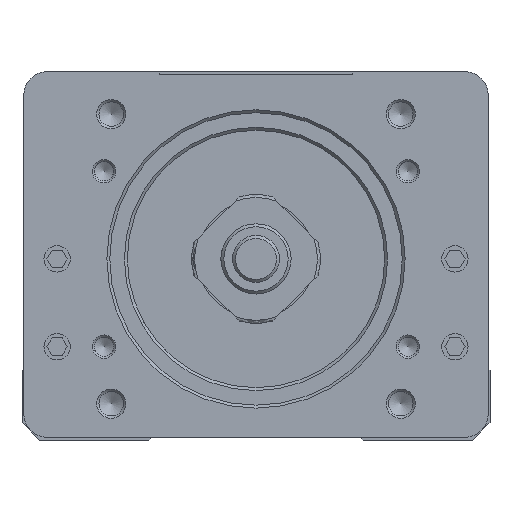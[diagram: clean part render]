
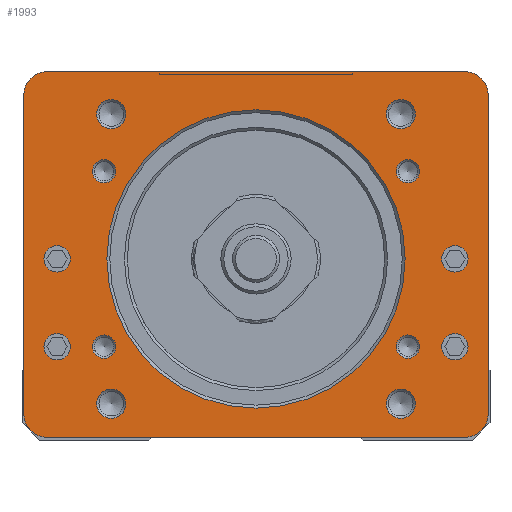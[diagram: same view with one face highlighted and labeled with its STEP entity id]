
A CAD part, front view. The second image highlights one B-rep face of the part: STEP entity #1993.
In plain terms, the highlighted planar face has unit normal (0, -1, 0).
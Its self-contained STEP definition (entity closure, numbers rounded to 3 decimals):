
#1064=FACE_BOUND('',#4777,.T.);
#1065=FACE_BOUND('',#4778,.T.);
#1066=FACE_BOUND('',#4779,.T.);
#1067=FACE_BOUND('',#4780,.T.);
#1068=FACE_BOUND('',#4781,.T.);
#1069=FACE_BOUND('',#4782,.T.);
#1070=FACE_BOUND('',#4783,.T.);
#1071=FACE_BOUND('',#4784,.T.);
#1072=FACE_BOUND('',#4785,.T.);
#1073=FACE_BOUND('',#4786,.T.);
#1074=FACE_BOUND('',#4787,.T.);
#1075=FACE_BOUND('',#4788,.T.);
#1076=FACE_BOUND('',#4789,.T.);
#1077=FACE_BOUND('',#4790,.T.);
#1993=ADVANCED_FACE('',(#1064,#1065,#1066,#1067,#1068,#1069,#1070,#1071,
#1072,#1073,#1074,#1075,#1076,#1077),#2926,.T.);
#2926=PLANE('',#19998);
#4777=EDGE_LOOP('',(#8260));
#4778=EDGE_LOOP('',(#8261));
#4779=EDGE_LOOP('',(#8262));
#4780=EDGE_LOOP('',(#8263));
#4781=EDGE_LOOP('',(#8264));
#4782=EDGE_LOOP('',(#8265));
#4783=EDGE_LOOP('',(#8266));
#4784=EDGE_LOOP('',(#8267));
#4785=EDGE_LOOP('',(#8268));
#4786=EDGE_LOOP('',(#8269));
#4787=EDGE_LOOP('',(#8270));
#4788=EDGE_LOOP('',(#8271));
#4789=EDGE_LOOP('',(#8272));
#4790=EDGE_LOOP('',(#8273,#8274,#8275,#8276,#8277,#8278,#8279,#8280));
#5831=CIRCLE('',#19835,4.);
#5832=CIRCLE('',#19837,4.);
#5833=CIRCLE('',#19839,2.);
#5834=CIRCLE('',#19841,2.);
#5835=CIRCLE('',#19843,2.);
#5836=CIRCLE('',#19845,2.);
#5837=CIRCLE('',#19847,2.5);
#5838=CIRCLE('',#19849,2.5);
#5839=CIRCLE('',#19851,2.5);
#5840=CIRCLE('',#19853,2.5);
#5841=CIRCLE('',#19855,25.5);
#5846=CIRCLE('',#19864,2.25);
#5848=CIRCLE('',#19867,2.25);
#5850=CIRCLE('',#19870,2.25);
#5852=CIRCLE('',#19873,2.25);
#5908=CIRCLE('',#19994,4.);
#5910=CIRCLE('',#19997,4.);
#8260=ORIENTED_EDGE('',*,*,#14109,.T.);
#8261=ORIENTED_EDGE('',*,*,#14108,.T.);
#8262=ORIENTED_EDGE('',*,*,#14107,.T.);
#8263=ORIENTED_EDGE('',*,*,#14106,.T.);
#8264=ORIENTED_EDGE('',*,*,#14105,.T.);
#8265=ORIENTED_EDGE('',*,*,#14104,.T.);
#8266=ORIENTED_EDGE('',*,*,#14103,.T.);
#8267=ORIENTED_EDGE('',*,*,#14102,.T.);
#8268=ORIENTED_EDGE('',*,*,#14101,.T.);
#8269=ORIENTED_EDGE('',*,*,#14121,.T.);
#8270=ORIENTED_EDGE('',*,*,#14119,.T.);
#8271=ORIENTED_EDGE('',*,*,#14117,.T.);
#8272=ORIENTED_EDGE('',*,*,#14115,.T.);
#8273=ORIENTED_EDGE('',*,*,#14260,.T.);
#8274=ORIENTED_EDGE('',*,*,#14263,.T.);
#8275=ORIENTED_EDGE('',*,*,#14264,.T.);
#8276=ORIENTED_EDGE('',*,*,#14220,.T.);
#8277=ORIENTED_EDGE('',*,*,#14099,.T.);
#8278=ORIENTED_EDGE('',*,*,#14163,.T.);
#8279=ORIENTED_EDGE('',*,*,#14096,.T.);
#8280=ORIENTED_EDGE('',*,*,#14213,.T.);
#12050=VERTEX_POINT('',#29252);
#12051=VERTEX_POINT('',#29254);
#12052=VERTEX_POINT('',#29258);
#12053=VERTEX_POINT('',#29260);
#12054=VERTEX_POINT('',#29264);
#12055=VERTEX_POINT('',#29267);
#12056=VERTEX_POINT('',#29270);
#12057=VERTEX_POINT('',#29273);
#12058=VERTEX_POINT('',#29276);
#12059=VERTEX_POINT('',#29279);
#12060=VERTEX_POINT('',#29282);
#12061=VERTEX_POINT('',#29285);
#12062=VERTEX_POINT('',#29288);
#12067=VERTEX_POINT('',#29303);
#12069=VERTEX_POINT('',#29308);
#12071=VERTEX_POINT('',#29313);
#12073=VERTEX_POINT('',#29318);
#12134=VERTEX_POINT('',#29613);
#12139=VERTEX_POINT('',#29627);
#12175=VERTEX_POINT('',#29721);
#12177=VERTEX_POINT('',#29727);
#14096=EDGE_CURVE('',#12051,#12050,#5831,.T.);
#14099=EDGE_CURVE('',#12053,#12052,#5832,.T.);
#14101=EDGE_CURVE('',#12054,#12054,#5833,.T.);
#14102=EDGE_CURVE('',#12055,#12055,#5834,.T.);
#14103=EDGE_CURVE('',#12056,#12056,#5835,.T.);
#14104=EDGE_CURVE('',#12057,#12057,#5836,.T.);
#14105=EDGE_CURVE('',#12058,#12058,#5837,.T.);
#14106=EDGE_CURVE('',#12059,#12059,#5838,.T.);
#14107=EDGE_CURVE('',#12060,#12060,#5839,.T.);
#14108=EDGE_CURVE('',#12061,#12061,#5840,.T.);
#14109=EDGE_CURVE('',#12062,#12062,#5841,.T.);
#14115=EDGE_CURVE('',#12067,#12067,#5846,.T.);
#14117=EDGE_CURVE('',#12069,#12069,#5848,.T.);
#14119=EDGE_CURVE('',#12071,#12071,#5850,.T.);
#14121=EDGE_CURVE('',#12073,#12073,#5852,.T.);
#14163=EDGE_CURVE('',#12052,#12051,#16413,.T.);
#14213=EDGE_CURVE('',#12050,#12134,#16438,.T.);
#14220=EDGE_CURVE('',#12139,#12053,#16445,.T.);
#14260=EDGE_CURVE('',#12134,#12175,#5908,.T.);
#14263=EDGE_CURVE('',#12175,#12177,#16461,.T.);
#14264=EDGE_CURVE('',#12177,#12139,#5910,.T.);
#16413=LINE('',#29463,#18183);
#16438=LINE('',#29614,#18208);
#16445=LINE('',#29626,#18215);
#16461=LINE('',#29726,#18231);
#18183=VECTOR('',#22997,1.);
#18208=VECTOR('',#23116,1.);
#18215=VECTOR('',#23125,1.);
#18231=VECTOR('',#23233,1.);
#19835=AXIS2_PLACEMENT_3D('',#29253,#22836,#22837);
#19837=AXIS2_PLACEMENT_3D('',#29259,#22842,#22843);
#19839=AXIS2_PLACEMENT_3D('',#29263,#22847,#22848);
#19841=AXIS2_PLACEMENT_3D('',#29266,#22851,#22852);
#19843=AXIS2_PLACEMENT_3D('',#29269,#22855,#22856);
#19845=AXIS2_PLACEMENT_3D('',#29272,#22859,#22860);
#19847=AXIS2_PLACEMENT_3D('',#29275,#22863,#22864);
#19849=AXIS2_PLACEMENT_3D('',#29278,#22867,#22868);
#19851=AXIS2_PLACEMENT_3D('',#29281,#22871,#22872);
#19853=AXIS2_PLACEMENT_3D('',#29284,#22875,#22876);
#19855=AXIS2_PLACEMENT_3D('',#29287,#22879,#22880);
#19864=AXIS2_PLACEMENT_3D('',#29302,#22898,#22899);
#19867=AXIS2_PLACEMENT_3D('',#29307,#22904,#22905);
#19870=AXIS2_PLACEMENT_3D('',#29312,#22910,#22911);
#19873=AXIS2_PLACEMENT_3D('',#29317,#22916,#22917);
#19994=AXIS2_PLACEMENT_3D('',#29720,#23226,#23227);
#19997=AXIS2_PLACEMENT_3D('',#29728,#23234,#23235);
#19998=AXIS2_PLACEMENT_3D('',#29729,#23236,#23237);
#22836=DIRECTION('',(0.,-1.,0.));
#22837=DIRECTION('',(1.,0.,0.));
#22842=DIRECTION('',(0.,-1.,0.));
#22843=DIRECTION('',(1.,0.,0.));
#22847=DIRECTION('',(0.,1.,0.));
#22848=DIRECTION('',(0.,0.,-1.));
#22851=DIRECTION('',(0.,1.,0.));
#22852=DIRECTION('',(0.,0.,-1.));
#22855=DIRECTION('',(0.,1.,0.));
#22856=DIRECTION('',(0.,0.,-1.));
#22859=DIRECTION('',(0.,1.,0.));
#22860=DIRECTION('',(0.,0.,-1.));
#22863=DIRECTION('',(0.,1.,0.));
#22864=DIRECTION('',(0.,0.,-1.));
#22867=DIRECTION('',(0.,1.,0.));
#22868=DIRECTION('',(0.,0.,-1.));
#22871=DIRECTION('',(0.,1.,0.));
#22872=DIRECTION('',(0.,0.,-1.));
#22875=DIRECTION('',(0.,1.,0.));
#22876=DIRECTION('',(0.,0.,-1.));
#22879=DIRECTION('',(0.,1.,0.));
#22880=DIRECTION('',(0.,0.,-1.));
#22898=DIRECTION('',(0.,1.,0.));
#22899=DIRECTION('',(0.,0.,-1.));
#22904=DIRECTION('',(0.,1.,0.));
#22905=DIRECTION('',(0.,0.,-1.));
#22910=DIRECTION('',(0.,1.,0.));
#22911=DIRECTION('',(0.,0.,-1.));
#22916=DIRECTION('',(0.,1.,0.));
#22917=DIRECTION('',(0.,0.,-1.));
#22997=DIRECTION('',(-1.,0.,0.));
#23116=DIRECTION('',(0.,0.,-1.));
#23125=DIRECTION('',(0.,0.,1.));
#23226=DIRECTION('',(0.,-1.,0.));
#23227=DIRECTION('',(1.,0.,0.));
#23233=DIRECTION('',(1.,0.,0.));
#23234=DIRECTION('',(0.,-1.,0.));
#23235=DIRECTION('',(1.,0.,0.));
#23236=DIRECTION('',(0.,-1.,0.));
#23237=DIRECTION('',(0.,0.,1.));
#29252=CARTESIAN_POINT('',(-39.7,-243.7,40.));
#29253=CARTESIAN_POINT('',(-35.7,-243.7,40.));
#29254=CARTESIAN_POINT('',(-35.7,-243.7,44.));
#29258=CARTESIAN_POINT('',(35.7,-243.7,44.));
#29259=CARTESIAN_POINT('',(35.7,-243.7,40.));
#29260=CARTESIAN_POINT('',(39.7,-243.7,40.));
#29263=CARTESIAN_POINT('',(-25.981,-243.7,27.));
#29264=CARTESIAN_POINT('',(-25.981,-243.7,25.));
#29266=CARTESIAN_POINT('',(-25.981,-243.7,-3.));
#29267=CARTESIAN_POINT('',(-25.981,-243.7,-5.));
#29269=CARTESIAN_POINT('',(25.981,-243.7,27.));
#29270=CARTESIAN_POINT('',(25.981,-243.7,25.));
#29272=CARTESIAN_POINT('',(25.981,-243.7,-3.));
#29273=CARTESIAN_POINT('',(25.981,-243.7,-5.));
#29275=CARTESIAN_POINT('',(24.749,-243.7,36.749));
#29276=CARTESIAN_POINT('',(24.749,-243.7,34.249));
#29278=CARTESIAN_POINT('',(24.749,-243.7,-12.749));
#29279=CARTESIAN_POINT('',(24.749,-243.7,-15.249));
#29281=CARTESIAN_POINT('',(-24.749,-243.7,-12.749));
#29282=CARTESIAN_POINT('',(-24.749,-243.7,-15.249));
#29284=CARTESIAN_POINT('',(-24.749,-243.7,36.749));
#29285=CARTESIAN_POINT('',(-24.749,-243.7,34.249));
#29287=CARTESIAN_POINT('',(0.,-243.7,12.));
#29288=CARTESIAN_POINT('',(0.,-243.7,-13.5));
#29302=CARTESIAN_POINT('',(34.,-243.7,12.));
#29303=CARTESIAN_POINT('',(34.,-243.7,9.75));
#29307=CARTESIAN_POINT('',(34.,-243.7,-3.));
#29308=CARTESIAN_POINT('',(34.,-243.7,-5.25));
#29312=CARTESIAN_POINT('',(-34.,-243.7,12.));
#29313=CARTESIAN_POINT('',(-34.,-243.7,9.75));
#29317=CARTESIAN_POINT('',(-34.,-243.7,-3.));
#29318=CARTESIAN_POINT('',(-34.,-243.7,-5.25));
#29463=CARTESIAN_POINT('',(35.7,-243.7,44.));
#29613=CARTESIAN_POINT('',(-39.7,-243.7,-14.5));
#29614=CARTESIAN_POINT('',(-39.7,-243.7,40.));
#29626=CARTESIAN_POINT('',(39.7,-243.7,-14.5));
#29627=CARTESIAN_POINT('',(39.7,-243.7,-14.5));
#29720=CARTESIAN_POINT('',(-35.7,-243.7,-14.5));
#29721=CARTESIAN_POINT('',(-35.7,-243.7,-18.5));
#29726=CARTESIAN_POINT('',(-35.7,-243.7,-18.5));
#29727=CARTESIAN_POINT('',(35.7,-243.7,-18.5));
#29728=CARTESIAN_POINT('',(35.7,-243.7,-14.5));
#29729=CARTESIAN_POINT('',(-35.7,-243.7,-14.5));
